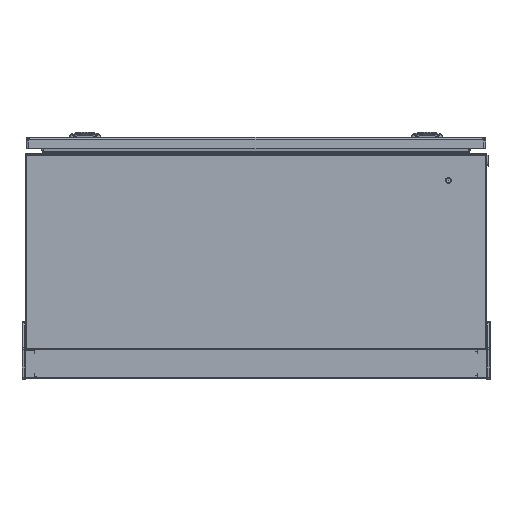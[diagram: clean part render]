
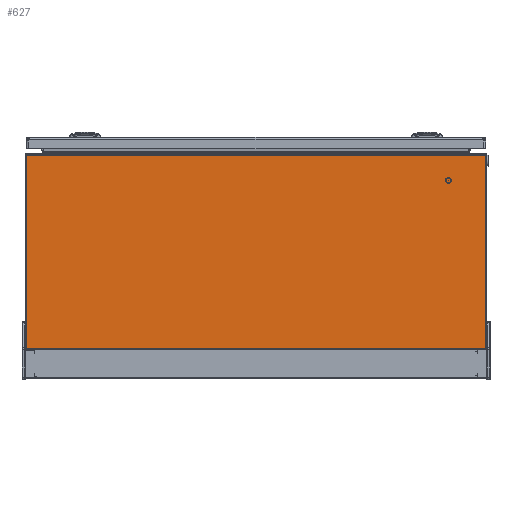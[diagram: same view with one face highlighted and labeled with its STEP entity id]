
A CAD part, left-side view. The second image highlights one B-rep face of the part: STEP entity #627.
In plain terms, the highlighted planar face has unit normal (-1, 0, 0).
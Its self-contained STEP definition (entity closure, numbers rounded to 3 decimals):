
#627 = ADVANCED_FACE ( 'NONE', ( #8709, #8705 ), #29750, .T. ) ;
#3732 = AXIS2_PLACEMENT_3D ( 'NONE', #29741, #29751, #29752 ) ;
#4058 = AXIS2_PLACEMENT_3D ( 'NONE', #23035, #23039, #23040 ) ;
#4066 = AXIS2_PLACEMENT_3D ( 'NONE', #23081, #23087, #23088 ) ;
#4068 = AXIS2_PLACEMENT_3D ( 'NONE', #23094, #23096, #23097 ) ;
#4731 = AXIS2_PLACEMENT_3D ( 'NONE', #38046, #38048, #38049 ) ;
#8705 = FACE_OUTER_BOUND ( 'NONE', #20152, .T. ) ;
#8709 = FACE_BOUND ( 'NONE', #20160, .T. ) ;
#11310 = EDGE_CURVE ( 'NONE', #12970, #12973, #24954, .T. ) ;
#11319 = EDGE_CURVE ( 'NONE', #12975, #12967, #24973, .T. ) ;
#11321 = EDGE_CURVE ( 'NONE', #12967, #12970, #24972, .T. ) ;
#11327 = EDGE_CURVE ( 'NONE', #12976, #12975, #24983, .T. ) ;
#11340 = EDGE_CURVE ( 'NONE', #12797, #12796, #25002, .T. ) ;
#11343 = EDGE_CURVE ( 'NONE', #12971, #12976, #25006, .T. ) ;
#11344 = EDGE_CURVE ( 'NONE', #12973, #12971, #25003, .T. ) ;
#12796 = VERTEX_POINT ( 'NONE', #33278 ) ;
#12797 = VERTEX_POINT ( 'NONE', #33279 ) ;
#12967 = VERTEX_POINT ( 'NONE', #33449 ) ;
#12970 = VERTEX_POINT ( 'NONE', #33452 ) ;
#12971 = VERTEX_POINT ( 'NONE', #33453 ) ;
#12973 = VERTEX_POINT ( 'NONE', #33455 ) ;
#12975 = VERTEX_POINT ( 'NONE', #33457 ) ;
#12976 = VERTEX_POINT ( 'NONE', #33458 ) ;
#16365 = ORIENTED_EDGE ( 'NONE', *, *, #11327, .T. ) ;
#16367 = ORIENTED_EDGE ( 'NONE', *, *, #11343, .T. ) ;
#16369 = ORIENTED_EDGE ( 'NONE', *, *, #11344, .T. ) ;
#16370 = ORIENTED_EDGE ( 'NONE', *, *, #11310, .T. ) ;
#16372 = ORIENTED_EDGE ( 'NONE', *, *, #11321, .T. ) ;
#16374 = ORIENTED_EDGE ( 'NONE', *, *, #11319, .T. ) ;
#16376 = ORIENTED_EDGE ( 'NONE', *, *, #11340, .F. ) ;
#16378 = ORIENTED_EDGE ( 'NONE', *, *, #17207, .F. ) ;
#17207 = EDGE_CURVE ( 'NONE', #12796, #12797, #37258, .T. ) ;
#20152 = EDGE_LOOP ( 'NONE', ( #16374, #16372, #16370, #16369, #16367, #16365 ) ) ;
#20160 = EDGE_LOOP ( 'NONE', ( #16378, #16376 ) ) ;
#23019 = CARTESIAN_POINT ( 'NONE',  ( -300., 3283.5, 3. ) ) ;
#23020 = DIRECTION ( 'NONE',  ( 0., -1., 0. ) ) ;
#23033 = CARTESIAN_POINT ( 'NONE',  ( -300., 298.499, 278.5 ) ) ;
#23035 = CARTESIAN_POINT ( 'NONE',  ( -300., 293.499, 276.502 ) ) ;
#23039 = DIRECTION ( 'NONE',  ( -1., 0., 0. ) ) ;
#23040 = DIRECTION ( 'NONE',  ( 0., -1., 0. ) ) ;
#23043 = CARTESIAN_POINT ( 'NONE',  ( -300., -3283.492, 277. ) ) ;
#23044 = DIRECTION ( 'NONE',  ( 0., 0., -1. ) ) ;
#23057 = DIRECTION ( 'NONE',  ( 0., 1., 0. ) ) ;
#23081 = CARTESIAN_POINT ( 'NONE',  ( -300., -250., 245. ) ) ;
#23087 = DIRECTION ( 'NONE',  ( -1., 0., 0. ) ) ;
#23088 = DIRECTION ( 'NONE',  ( 0., -1., 0. ) ) ;
#23094 = CARTESIAN_POINT ( 'NONE',  ( -300., -293.499, 276.502 ) ) ;
#23096 = DIRECTION ( 'NONE',  ( -1., 0., 0. ) ) ;
#23097 = DIRECTION ( 'NONE',  ( 0., -1., 0. ) ) ;
#23098 = CARTESIAN_POINT ( 'NONE',  ( -300., -298.499, 278.5 ) ) ;
#23099 = DIRECTION ( 'NONE',  ( 0., 0., 1. ) ) ;
#24954 = LINE ( 'NONE', #23019, #24955 ) ;
#24955 = VECTOR ( 'NONE', #23020, 1000. ) ;
#24972 = LINE ( 'NONE', #23033, #24974 ) ;
#24973 = CIRCLE ( 'NONE', #4058, 5. ) ;
#24974 = VECTOR ( 'NONE', #23044, 1000. ) ;
#24980 = VECTOR ( 'NONE', #23057, 1000. ) ;
#24983 = LINE ( 'NONE', #23043, #24980 ) ;
#24999 = VECTOR ( 'NONE', #23099, 1000. ) ;
#25002 = CIRCLE ( 'NONE', #4066, 0.3 ) ;
#25003 = LINE ( 'NONE', #23098, #24999 ) ;
#25006 = CIRCLE ( 'NONE', #4068, 5. ) ;
#29741 = CARTESIAN_POINT ( 'NONE',  ( -300., 3283.5, 278.5 ) ) ;
#29750 = PLANE ( 'NONE',  #3732 ) ;
#29751 = DIRECTION ( 'NONE',  ( -1., 0., 0. ) ) ;
#29752 = DIRECTION ( 'NONE',  ( 0., 0., -1. ) ) ;
#33278 = CARTESIAN_POINT ( 'NONE',  ( -300., -250., 244.7 ) ) ;
#33279 = CARTESIAN_POINT ( 'NONE',  ( -300., -250., 245.3 ) ) ;
#33449 = CARTESIAN_POINT ( 'NONE',  ( -300., 298.499, 276.502 ) ) ;
#33452 = CARTESIAN_POINT ( 'NONE',  ( -300., 298.499, 3. ) ) ;
#33453 = CARTESIAN_POINT ( 'NONE',  ( -300., -298.499, 276.502 ) ) ;
#33455 = CARTESIAN_POINT ( 'NONE',  ( -300., -298.499, 3. ) ) ;
#33457 = CARTESIAN_POINT ( 'NONE',  ( -300., 298.474, 277. ) ) ;
#33458 = CARTESIAN_POINT ( 'NONE',  ( -300., -298.474, 277. ) ) ;
#37258 = CIRCLE ( 'NONE', #4731, 0.3 ) ;
#38046 = CARTESIAN_POINT ( 'NONE',  ( -300., -250., 245. ) ) ;
#38048 = DIRECTION ( 'NONE',  ( -1., 0., 0. ) ) ;
#38049 = DIRECTION ( 'NONE',  ( 0., -1., 0. ) ) ;
